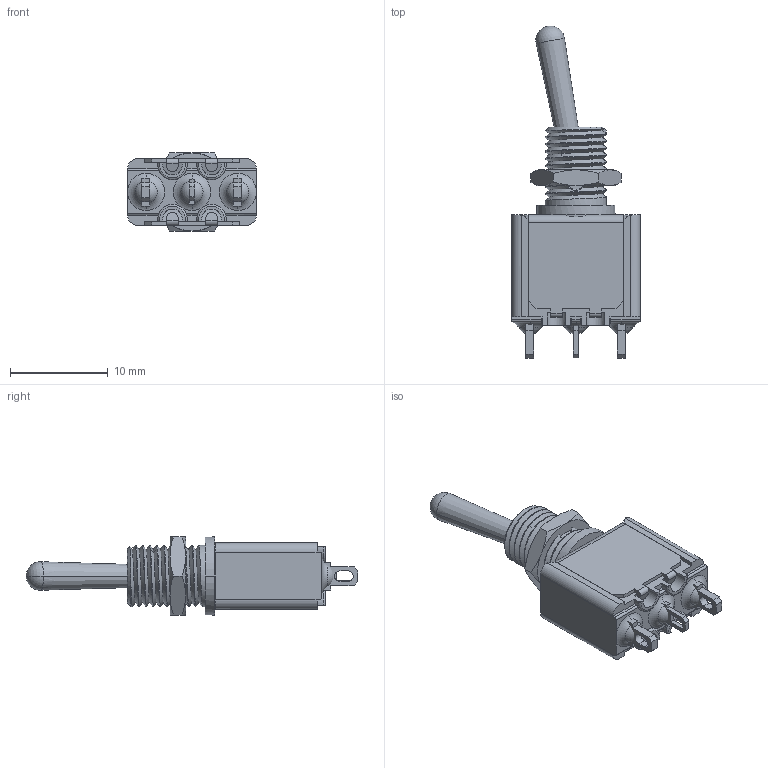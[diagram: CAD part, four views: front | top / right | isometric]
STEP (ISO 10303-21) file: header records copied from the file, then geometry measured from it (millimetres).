
FILE_DESCRIPTION((''),'2;1');
FILE_NAME('5632A_ASM','2011-05-24T',('rboyer'),(''),'PRO/ENGINEER BY PARAMETRIC TECHNOLOGY CORPORATION, 2009440','PRO/ENGINEER BY PARAMETRIC TECHNOLOGY CORPORATION, 2009440','');
FILE_SCHEMA(('CONFIG_CONTROL_DESIGN'));
Length unit declared in the file: millimetre
Products named in the file (15): 053201100; 05223090; 05210190; 05130190; 05111090; 05123090; 05460910; 05340110; 05803010; U76; 05230590; 05280490; PELLETS; 05230690; 5632A_ASM
Assembly tree (18 placements, depth 2):
  5632A_ASM
    053201100
    05223090
    05210190
    05130190
    05111090
    05123090
    05460910
    05340110
    05803010
    U76
    05230590  x2
    05280490
    PELLETS  x3
    05230690  x2
Bounding box: 13.21 x 34.02 x 8 mm (x, y, z)
Volume: 984.5 mm3; surface area: 2838.3 mm2
Topology: 18 solids, 18 shells, 684 faces, 1811 edges, 1150 vertices
Faces by surface type: plane 398, cylinder 167, bspline 44, cone 39, sphere 22, torus 14
Entity records: 32894 total; most frequent: CARTESIAN_POINT 17716, ORIENTED_EDGE 3270, DIRECTION 2845, EDGE_CURVE 1635, VERTEX_POINT 1048, VECTOR 1033, LINE 1033, AXIS2_PLACEMENT_3D 906
